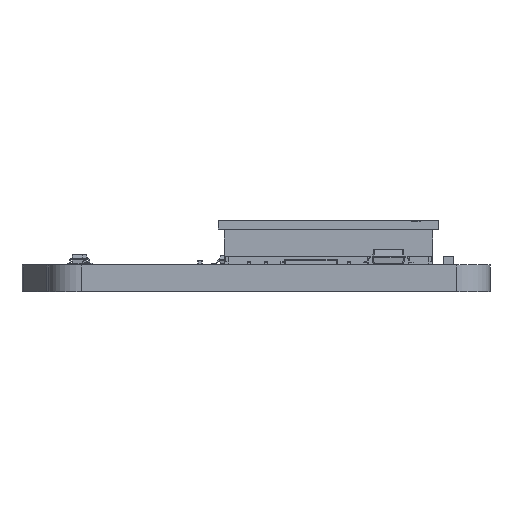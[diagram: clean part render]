
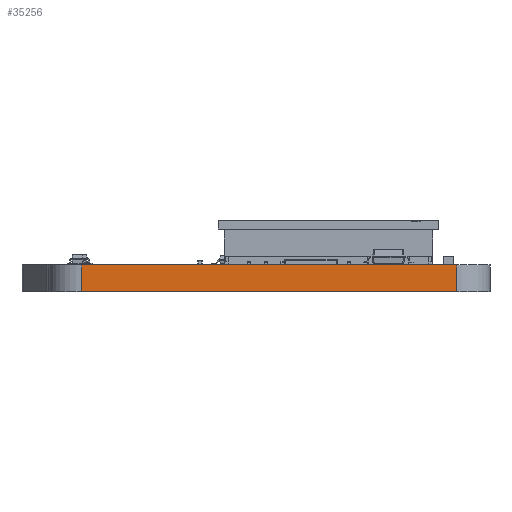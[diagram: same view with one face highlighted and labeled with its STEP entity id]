
A CAD part, front view. The second image highlights one B-rep face of the part: STEP entity #35256.
In plain terms, the highlighted planar face has unit normal (0, -1, 0).
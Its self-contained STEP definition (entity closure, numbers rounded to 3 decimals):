
#33436 = VERTEX_POINT('',#33437);
#33437 = CARTESIAN_POINT('',(112.,-125.,0.));
#33444 = EDGE_CURVE('',#33436,#33445,#33447,.T.);
#33445 = VERTEX_POINT('',#33446);
#33446 = CARTESIAN_POINT('',(67.,-125.,0.));
#33447 = LINE('',#33448,#33449);
#33448 = CARTESIAN_POINT('',(112.,-125.,0.));
#33449 = VECTOR('',#33450,1.);
#33450 = DIRECTION('',(-1.,0.,0.));
#34324 = VERTEX_POINT('',#34325);
#34325 = CARTESIAN_POINT('',(112.,-125.,3.2));
#34332 = EDGE_CURVE('',#34324,#34333,#34335,.T.);
#34333 = VERTEX_POINT('',#34334);
#34334 = CARTESIAN_POINT('',(67.,-125.,3.2));
#34335 = LINE('',#34336,#34337);
#34336 = CARTESIAN_POINT('',(112.,-125.,3.2));
#34337 = VECTOR('',#34338,1.);
#34338 = DIRECTION('',(-1.,0.,0.));
#35228 = EDGE_CURVE('',#33436,#34324,#35229,.T.);
#35229 = LINE('',#35230,#35231);
#35230 = CARTESIAN_POINT('',(112.,-125.,0.));
#35231 = VECTOR('',#35232,1.);
#35232 = DIRECTION('',(0.,0.,1.));
#35256 = ADVANCED_FACE('',(#35257),#35268,.T.);
#35257 = FACE_BOUND('',#35258,.T.);
#35258 = EDGE_LOOP('',(#35259,#35260,#35261,#35267));
#35259 = ORIENTED_EDGE('',*,*,#35228,.T.);
#35260 = ORIENTED_EDGE('',*,*,#34332,.T.);
#35261 = ORIENTED_EDGE('',*,*,#35262,.F.);
#35262 = EDGE_CURVE('',#33445,#34333,#35263,.T.);
#35263 = LINE('',#35264,#35265);
#35264 = CARTESIAN_POINT('',(67.,-125.,0.));
#35265 = VECTOR('',#35266,1.);
#35266 = DIRECTION('',(0.,0.,1.));
#35267 = ORIENTED_EDGE('',*,*,#33444,.F.);
#35268 = PLANE('',#35269);
#35269 = AXIS2_PLACEMENT_3D('',#35270,#35271,#35272);
#35270 = CARTESIAN_POINT('',(112.,-125.,0.));
#35271 = DIRECTION('',(0.,-1.,0.));
#35272 = DIRECTION('',(-1.,0.,0.));
